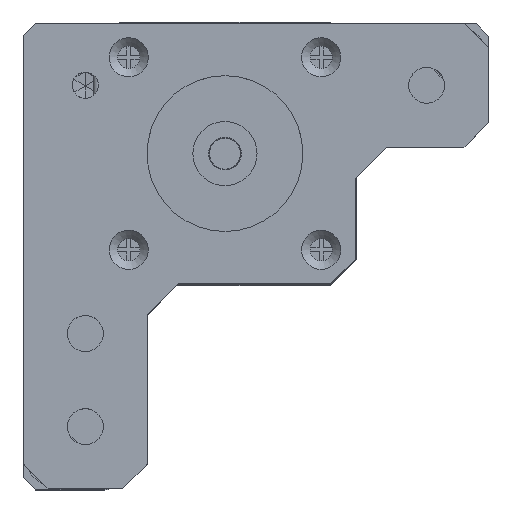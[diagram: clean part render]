
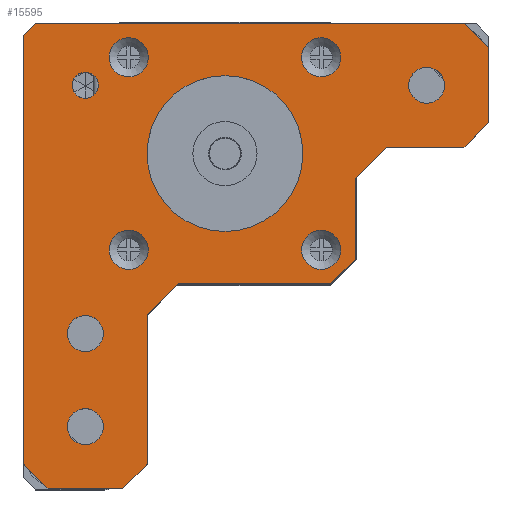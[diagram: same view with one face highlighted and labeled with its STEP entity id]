
A CAD part, top view. The second image highlights one B-rep face of the part: STEP entity #15595.
In plain terms, the highlighted planar face has unit normal (0, 0, 1).
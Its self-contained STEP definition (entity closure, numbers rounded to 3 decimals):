
#648=PLANE('',#17484);
#836=FACE_BOUND('',#4024,.T.);
#837=FACE_BOUND('',#4025,.T.);
#838=FACE_BOUND('',#4026,.T.);
#839=FACE_BOUND('',#4027,.T.);
#840=FACE_BOUND('',#4028,.T.);
#841=FACE_BOUND('',#4029,.T.);
#842=FACE_BOUND('',#4030,.T.);
#843=FACE_BOUND('',#4031,.T.);
#844=FACE_BOUND('',#4032,.T.);
#2042=CIRCLE('',#17448,3.15);
#2045=CIRCLE('',#17452,3.15);
#2047=CIRCLE('',#17455,3.15);
#2050=CIRCLE('',#17459,3.15);
#2053=CIRCLE('',#17463,2.1);
#2055=CIRCLE('',#17466,2.9);
#2057=CIRCLE('',#17469,2.9);
#2059=CIRCLE('',#17472,2.9);
#2066=CIRCLE('',#17485,12.55);
#2981=FACE_OUTER_BOUND('',#4023,.T.);
#4023=EDGE_LOOP('',(#14646,#14647,#14648,#14649,#14650,#14651,#14652,#14653,
#14654,#14655,#14656,#14657,#14658,#14659,#14660,#14661));
#4024=EDGE_LOOP('',(#14662));
#4025=EDGE_LOOP('',(#14663));
#4026=EDGE_LOOP('',(#14664));
#4027=EDGE_LOOP('',(#14665));
#4028=EDGE_LOOP('',(#14666));
#4029=EDGE_LOOP('',(#14667));
#4030=EDGE_LOOP('',(#14668));
#4031=EDGE_LOOP('',(#14669));
#4032=EDGE_LOOP('',(#14670));
#5121=LINE('',#46350,#6245);
#5127=LINE('',#46361,#6251);
#5143=LINE('',#46404,#6267);
#5145=LINE('',#46408,#6269);
#5147=LINE('',#46412,#6271);
#5148=LINE('',#46414,#6272);
#5149=LINE('',#46416,#6273);
#5150=LINE('',#46418,#6274);
#5151=LINE('',#46420,#6275);
#5152=LINE('',#46422,#6276);
#5153=LINE('',#46424,#6277);
#5154=LINE('',#46426,#6278);
#5155=LINE('',#46428,#6279);
#5156=LINE('',#46430,#6280);
#5157=LINE('',#46431,#6281);
#5158=LINE('',#46432,#6282);
#6245=VECTOR('',#21961,10.);
#6251=VECTOR('',#21969,10.);
#6267=VECTOR('',#21999,10.);
#6269=VECTOR('',#22003,10.);
#6271=VECTOR('',#22007,10.);
#6272=VECTOR('',#22008,10.);
#6273=VECTOR('',#22009,10.);
#6274=VECTOR('',#22010,10.);
#6275=VECTOR('',#22011,10.);
#6276=VECTOR('',#22012,10.);
#6277=VECTOR('',#22013,10.);
#6278=VECTOR('',#22014,10.);
#6279=VECTOR('',#22015,10.);
#6280=VECTOR('',#22016,10.);
#6281=VECTOR('',#22017,10.);
#6282=VECTOR('',#22018,10.);
#7962=VERTEX_POINT('',#46294);
#7965=VERTEX_POINT('',#46302);
#7967=VERTEX_POINT('',#46308);
#7970=VERTEX_POINT('',#46316);
#7973=VERTEX_POINT('',#46324);
#7975=VERTEX_POINT('',#46330);
#7977=VERTEX_POINT('',#46336);
#7979=VERTEX_POINT('',#46342);
#7981=VERTEX_POINT('',#46348);
#7982=VERTEX_POINT('',#46349);
#7986=VERTEX_POINT('',#46359);
#8005=VERTEX_POINT('',#46401);
#8006=VERTEX_POINT('',#46403);
#8007=VERTEX_POINT('',#46407);
#8008=VERTEX_POINT('',#46411);
#8009=VERTEX_POINT('',#46413);
#8010=VERTEX_POINT('',#46415);
#8011=VERTEX_POINT('',#46417);
#8012=VERTEX_POINT('',#46419);
#8013=VERTEX_POINT('',#46421);
#8014=VERTEX_POINT('',#46423);
#8015=VERTEX_POINT('',#46425);
#8016=VERTEX_POINT('',#46427);
#8017=VERTEX_POINT('',#46429);
#8018=VERTEX_POINT('',#46433);
#10174=EDGE_CURVE('',#7962,#7962,#2042,.T.);
#10178=EDGE_CURVE('',#7965,#7965,#2045,.T.);
#10181=EDGE_CURVE('',#7967,#7967,#2047,.T.);
#10185=EDGE_CURVE('',#7970,#7970,#2050,.T.);
#10189=EDGE_CURVE('',#7973,#7973,#2053,.T.);
#10192=EDGE_CURVE('',#7975,#7975,#2055,.T.);
#10195=EDGE_CURVE('',#7977,#7977,#2057,.T.);
#10198=EDGE_CURVE('',#7979,#7979,#2059,.T.);
#10201=EDGE_CURVE('',#7981,#7982,#5121,.T.);
#10207=EDGE_CURVE('',#7981,#7986,#5127,.T.);
#10228=EDGE_CURVE('',#8005,#8006,#5143,.T.);
#10230=EDGE_CURVE('',#8006,#8007,#5145,.T.);
#10232=EDGE_CURVE('',#8008,#7986,#5147,.T.);
#10233=EDGE_CURVE('',#8009,#8008,#5148,.T.);
#10234=EDGE_CURVE('',#8010,#8009,#5149,.T.);
#10235=EDGE_CURVE('',#8011,#8010,#5150,.T.);
#10236=EDGE_CURVE('',#8012,#8011,#5151,.T.);
#10237=EDGE_CURVE('',#8012,#8013,#5152,.T.);
#10238=EDGE_CURVE('',#8013,#8014,#5153,.T.);
#10239=EDGE_CURVE('',#8014,#8015,#5154,.T.);
#10240=EDGE_CURVE('',#8016,#8015,#5155,.T.);
#10241=EDGE_CURVE('',#8017,#8016,#5156,.T.);
#10242=EDGE_CURVE('',#8007,#8017,#5157,.T.);
#10243=EDGE_CURVE('',#8005,#7982,#5158,.T.);
#10244=EDGE_CURVE('',#8018,#8018,#2066,.F.);
#14646=ORIENTED_EDGE('',*,*,#10201,.F.);
#14647=ORIENTED_EDGE('',*,*,#10207,.T.);
#14648=ORIENTED_EDGE('',*,*,#10232,.F.);
#14649=ORIENTED_EDGE('',*,*,#10233,.F.);
#14650=ORIENTED_EDGE('',*,*,#10234,.F.);
#14651=ORIENTED_EDGE('',*,*,#10235,.F.);
#14652=ORIENTED_EDGE('',*,*,#10236,.F.);
#14653=ORIENTED_EDGE('',*,*,#10237,.T.);
#14654=ORIENTED_EDGE('',*,*,#10238,.T.);
#14655=ORIENTED_EDGE('',*,*,#10239,.T.);
#14656=ORIENTED_EDGE('',*,*,#10240,.F.);
#14657=ORIENTED_EDGE('',*,*,#10241,.F.);
#14658=ORIENTED_EDGE('',*,*,#10242,.F.);
#14659=ORIENTED_EDGE('',*,*,#10230,.F.);
#14660=ORIENTED_EDGE('',*,*,#10228,.F.);
#14661=ORIENTED_EDGE('',*,*,#10243,.T.);
#14662=ORIENTED_EDGE('',*,*,#10174,.T.);
#14663=ORIENTED_EDGE('',*,*,#10178,.T.);
#14664=ORIENTED_EDGE('',*,*,#10181,.T.);
#14665=ORIENTED_EDGE('',*,*,#10185,.T.);
#14666=ORIENTED_EDGE('',*,*,#10189,.T.);
#14667=ORIENTED_EDGE('',*,*,#10192,.T.);
#14668=ORIENTED_EDGE('',*,*,#10195,.T.);
#14669=ORIENTED_EDGE('',*,*,#10198,.T.);
#14670=ORIENTED_EDGE('',*,*,#10244,.T.);
#15595=ADVANCED_FACE('',(#2981,#836,#837,#838,#839,#840,#841,#842,#843,
#844),#648,.T.);
#17448=AXIS2_PLACEMENT_3D('',#46295,#21899,#21900);
#17452=AXIS2_PLACEMENT_3D('',#46303,#21908,#21909);
#17455=AXIS2_PLACEMENT_3D('',#46309,#21915,#21916);
#17459=AXIS2_PLACEMENT_3D('',#46317,#21924,#21925);
#17463=AXIS2_PLACEMENT_3D('',#46325,#21933,#21934);
#17466=AXIS2_PLACEMENT_3D('',#46331,#21940,#21941);
#17469=AXIS2_PLACEMENT_3D('',#46337,#21947,#21948);
#17472=AXIS2_PLACEMENT_3D('',#46343,#21954,#21955);
#17484=AXIS2_PLACEMENT_3D('',#46410,#22005,#22006);
#17485=AXIS2_PLACEMENT_3D('',#46434,#22019,#22020);
#21899=DIRECTION('center_axis',(0.,0.,
-1.));
#21900=DIRECTION('ref_axis',(1.,0.,0.));
#21908=DIRECTION('center_axis',(0.,0.,
-1.));
#21909=DIRECTION('ref_axis',(1.,0.,0.));
#21915=DIRECTION('center_axis',(0.,0.,
-1.));
#21916=DIRECTION('ref_axis',(1.,0.,0.));
#21924=DIRECTION('center_axis',(0.,0.,
-1.));
#21925=DIRECTION('ref_axis',(1.,0.,0.));
#21933=DIRECTION('center_axis',(0.,0.,
-1.));
#21934=DIRECTION('ref_axis',(1.,0.,0.));
#21940=DIRECTION('center_axis',(0.,0.,
-1.));
#21941=DIRECTION('ref_axis',(-1.,0.,0.));
#21947=DIRECTION('center_axis',(0.,0.,
-1.));
#21948=DIRECTION('ref_axis',(-1.,0.,0.));
#21954=DIRECTION('center_axis',(0.,0.,
-1.));
#21955=DIRECTION('ref_axis',(-1.,0.,0.));
#21961=DIRECTION('',(0.707,0.707,0.));
#21969=DIRECTION('',(0.,-1.,0.));
#21999=DIRECTION('',(0.707,-0.707,0.));
#22003=DIRECTION('',(0.,-1.,0.));
#22005=DIRECTION('center_axis',(0.,0.,
1.));
#22006=DIRECTION('ref_axis',(0.,1.,0.));
#22007=DIRECTION('',(-0.707,0.707,0.));
#22008=DIRECTION('',(-1.,0.,0.));
#22009=DIRECTION('',(-0.707,-0.707,0.));
#22010=DIRECTION('',(0.,-1.,0.));
#22011=DIRECTION('',(-0.707,-0.707,0.));
#22012=DIRECTION('',(1.,0.,0.));
#22013=DIRECTION('',(0.707,0.707,0.));
#22014=DIRECTION('',(0.,1.,0.));
#22015=DIRECTION('',(-0.707,-0.707,0.));
#22016=DIRECTION('',(-1.,0.,0.));
#22017=DIRECTION('',(-0.707,-0.707,0.));
#22018=DIRECTION('',(-1.,0.,0.));
#22019=DIRECTION('center_axis',(0.,0.,
1.));
#22020=DIRECTION('ref_axis',(0.,1.,0.));
#46294=CARTESIAN_POINT('',(-120.15,128.5,129.));
#46295=CARTESIAN_POINT('Origin',(-117.,128.5,129.));
#46302=CARTESIAN_POINT('',(-151.15,128.5,129.));
#46303=CARTESIAN_POINT('Origin',(-148.,128.5,129.));
#46308=CARTESIAN_POINT('',(-151.15,159.5,129.));
#46309=CARTESIAN_POINT('Origin',(-148.,159.5,129.));
#46316=CARTESIAN_POINT('',(-120.15,159.5,129.));
#46317=CARTESIAN_POINT('Origin',(-117.,159.5,129.));
#46324=CARTESIAN_POINT('',(-157.1,155.,129.));
#46325=CARTESIAN_POINT('Origin',(-155.,155.,129.));
#46330=CARTESIAN_POINT('',(-152.1,115.,129.));
#46331=CARTESIAN_POINT('Origin',(-155.,115.,129.));
#46336=CARTESIAN_POINT('',(-97.1,155.,129.));
#46337=CARTESIAN_POINT('Origin',(-100.,155.,129.));
#46342=CARTESIAN_POINT('',(-152.1,100.,129.));
#46343=CARTESIAN_POINT('Origin',(-155.,100.,129.));
#46348=CARTESIAN_POINT('',(-165.,163.,129.));
#46349=CARTESIAN_POINT('',(-163.,165.,129.));
#46350=CARTESIAN_POINT('',(-161.125,166.875,129.));
#46359=CARTESIAN_POINT('',(-165.,94.,129.));
#46361=CARTESIAN_POINT('',(-165.,154.5,129.));
#46401=CARTESIAN_POINT('',(-94.,165.,129.));
#46403=CARTESIAN_POINT('',(-90.,161.,129.));
#46404=CARTESIAN_POINT('',(-97.375,168.375,129.));
#46407=CARTESIAN_POINT('',(-90.,149.,129.));
#46408=CARTESIAN_POINT('',(-90.,154.5,129.));
#46410=CARTESIAN_POINT('Origin',(-132.5,144.,129.));
#46411=CARTESIAN_POINT('',(-161.,90.,129.));
#46412=CARTESIAN_POINT('',(-168.375,97.375,129.));
#46413=CARTESIAN_POINT('',(-149.,90.,129.));
#46414=CARTESIAN_POINT('',(-138.75,90.,129.));
#46415=CARTESIAN_POINT('',(-145.,94.,129.));
#46416=CARTESIAN_POINT('',(-130.375,108.625,129.));
#46417=CARTESIAN_POINT('',(-145.,118.,129.));
#46418=CARTESIAN_POINT('',(-145.,123.,129.));
#46419=CARTESIAN_POINT('',(-140.,123.,129.));
#46420=CARTESIAN_POINT('',(-134.125,128.875,129.));
#46421=CARTESIAN_POINT('',(-115.5,123.,129.));
#46422=CARTESIAN_POINT('',(-124.178,123.,129.));
#46423=CARTESIAN_POINT('',(-111.5,127.,129.));
#46424=CARTESIAN_POINT('',(-113.5,125.,129.));
#46425=CARTESIAN_POINT('',(-111.5,140.,129.));
#46426=CARTESIAN_POINT('',(-111.5,152.322,129.));
#46427=CARTESIAN_POINT('',(-106.5,145.,129.));
#46428=CARTESIAN_POINT('',(-114.5,137.,129.));
#46429=CARTESIAN_POINT('',(-94.,145.,129.));
#46430=CARTESIAN_POINT('',(-81.5,145.,129.));
#46431=CARTESIAN_POINT('',(-102.875,136.125,129.));
#46432=CARTESIAN_POINT('',(-140.822,165.,129.));
#46433=CARTESIAN_POINT('',(-132.5,131.45,129.));
#46434=CARTESIAN_POINT('Origin',(-132.5,144.,129.));
